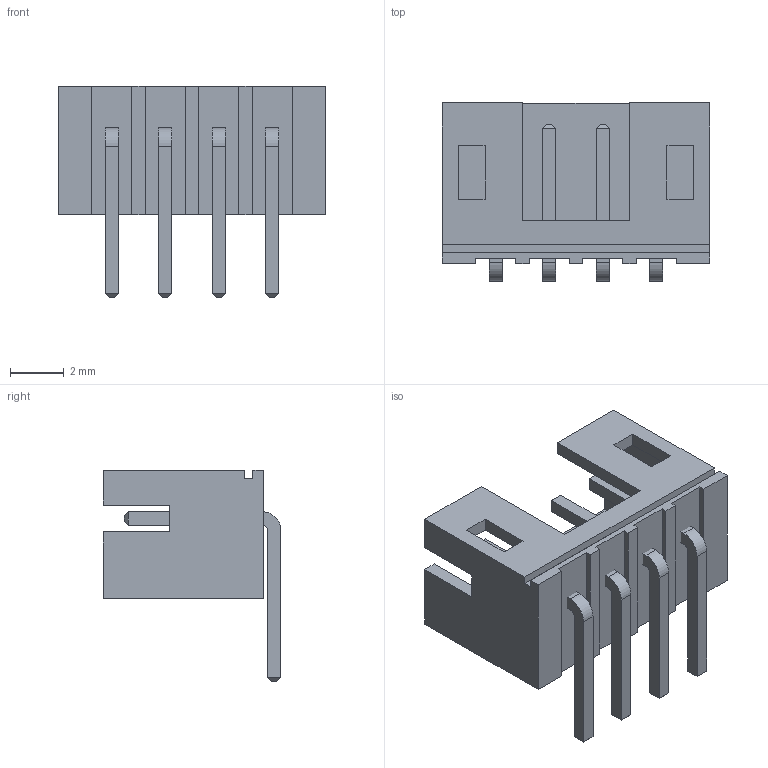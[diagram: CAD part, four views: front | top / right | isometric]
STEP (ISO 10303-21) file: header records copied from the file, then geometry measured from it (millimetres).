
FILE_DESCRIPTION(('FreeCAD Model'),'2;1');
FILE_NAME('Open CASCADE Shape Model','2024-01-07T16:24:49',(''),(''), 'Open CASCADE STEP processor 7.6','FreeCAD','Unknown');
FILE_SCHEMA(('AUTOMOTIVE_DESIGN { 1 0 10303 214 1 1 1 1 }'));
Length unit declared in the file: millimetre
Products named in the file (3): Connector P=2.0 4x; Housing; Pin1
Assembly tree (5 placements, depth 2):
  Connector P=2.0 4x
    Housing
    Pin1  x4
Bounding box: 10 x 6.65 x 7.9 mm (x, y, z)
Volume: 91.3 mm3; surface area: 480.1 mm2
Topology: 5 solids, 5 shells, 122 faces, 304 edges, 192 vertices
Faces by surface type: plane 114, cylinder 8
Entity records: 4579 total; most frequent: CARTESIAN_POINT 746, DIRECTION 704, LINE 544, VECTOR 544, ORIENTED_EDGE 368, PCURVE 368, DEFINITIONAL_REPRESENTATION 368, EDGE_CURVE 184
